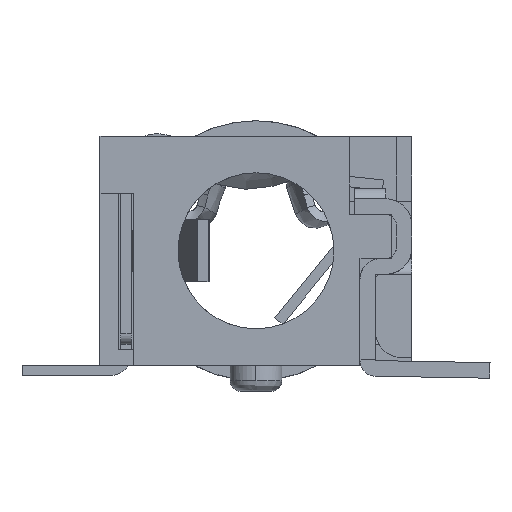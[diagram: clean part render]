
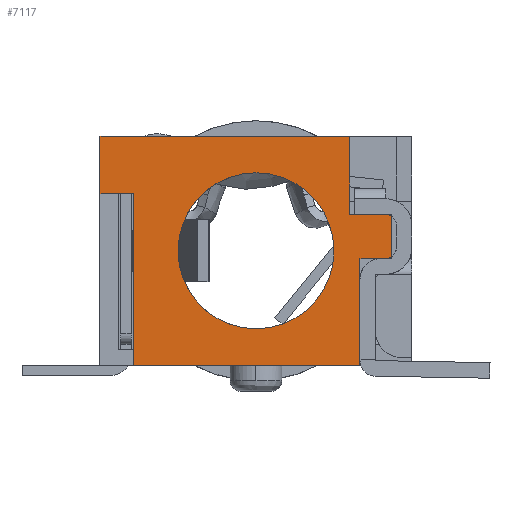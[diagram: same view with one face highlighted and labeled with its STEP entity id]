
A CAD part, front view. The second image highlights one B-rep face of the part: STEP entity #7117.
In plain terms, the highlighted planar face has unit normal (0, -1, 0).
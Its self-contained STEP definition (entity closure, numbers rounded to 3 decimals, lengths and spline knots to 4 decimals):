
#6273 = VERTEX_POINT('',#6274);
#6274 = CARTESIAN_POINT('',(0.,-5.5,
    4.2));
#6280 = EDGE_CURVE('',#6273,#6281,#6283,.T.);
#6281 = VERTEX_POINT('',#6282);
#6282 = CARTESIAN_POINT('',(0.,-5.5,
    1.2));
#6283 = CIRCLE('',#6284,1.5);
#6284 = AXIS2_PLACEMENT_3D('',#6285,#6286,#6287);
#6285 = CARTESIAN_POINT('',(0.,-5.5,
    2.7));
#6286 = DIRECTION('',(0.,1.,0.));
#6287 = DIRECTION('',(0.,0.,1.));
#6687 = VERTEX_POINT('',#6688);
#6688 = CARTESIAN_POINT('',(2.,-5.5,0.5));
#6694 = EDGE_CURVE('',#6687,#6695,#6697,.T.);
#6695 = VERTEX_POINT('',#6696);
#6696 = CARTESIAN_POINT('',(-2.35,-5.5,0.5));
#6697 = LINE('',#6698,#6699);
#6698 = CARTESIAN_POINT('',(0.,-5.5,
    0.5));
#6699 = VECTOR('',#6700,1.);
#6700 = DIRECTION('',(-1.,0.,0.));
#7117 = ADVANCED_FACE('',(#7118,#7128),#7201,.T.);
#7118 = FACE_BOUND('',#7119,.T.);
#7119 = EDGE_LOOP('',(#7120,#7121));
#7120 = ORIENTED_EDGE('',*,*,#6280,.T.);
#7121 = ORIENTED_EDGE('',*,*,#7122,.T.);
#7122 = EDGE_CURVE('',#6281,#6273,#7123,.T.);
#7123 = CIRCLE('',#7124,1.5);
#7124 = AXIS2_PLACEMENT_3D('',#7125,#7126,#7127);
#7125 = CARTESIAN_POINT('',(0.,-5.5,
    2.7));
#7126 = DIRECTION('',(0.,1.,0.));
#7127 = DIRECTION('',(0.,0.,1.));
#7128 = FACE_BOUND('',#7129,.T.);
#7129 = EDGE_LOOP('',(#7130,#7138,#7146,#7154,#7162,#7170,#7178,#7186,
    #7194,#7200));
#7130 = ORIENTED_EDGE('',*,*,#7131,.T.);
#7131 = EDGE_CURVE('',#6687,#7132,#7134,.T.);
#7132 = VERTEX_POINT('',#7133);
#7133 = CARTESIAN_POINT('',(2.,-5.5,2.55));
#7134 = LINE('',#7135,#7136);
#7135 = CARTESIAN_POINT('',(2.,-5.5,2.7));
#7136 = VECTOR('',#7137,1.);
#7137 = DIRECTION('',(0.,0.,1.));
#7138 = ORIENTED_EDGE('',*,*,#7139,.T.);
#7139 = EDGE_CURVE('',#7132,#7140,#7142,.T.);
#7140 = VERTEX_POINT('',#7141);
#7141 = CARTESIAN_POINT('',(2.6,-5.5,2.55));
#7142 = LINE('',#7143,#7144);
#7143 = CARTESIAN_POINT('',(0.,-5.5,
    2.55));
#7144 = VECTOR('',#7145,1.);
#7145 = DIRECTION('',(1.,0.,-0.));
#7146 = ORIENTED_EDGE('',*,*,#7147,.T.);
#7147 = EDGE_CURVE('',#7140,#7148,#7150,.T.);
#7148 = VERTEX_POINT('',#7149);
#7149 = CARTESIAN_POINT('',(2.6,-5.5,3.4));
#7150 = LINE('',#7151,#7152);
#7151 = CARTESIAN_POINT('',(2.6,-5.5,2.7));
#7152 = VECTOR('',#7153,1.);
#7153 = DIRECTION('',(0.,0.,1.));
#7154 = ORIENTED_EDGE('',*,*,#7155,.T.);
#7155 = EDGE_CURVE('',#7148,#7156,#7158,.T.);
#7156 = VERTEX_POINT('',#7157);
#7157 = CARTESIAN_POINT('',(1.8,-5.5,3.4));
#7158 = LINE('',#7159,#7160);
#7159 = CARTESIAN_POINT('',(0.,-5.5,
    3.4));
#7160 = VECTOR('',#7161,1.);
#7161 = DIRECTION('',(-1.,0.,0.));
#7162 = ORIENTED_EDGE('',*,*,#7163,.T.);
#7163 = EDGE_CURVE('',#7156,#7164,#7166,.T.);
#7164 = VERTEX_POINT('',#7165);
#7165 = CARTESIAN_POINT('',(1.8,-5.5,4.9));
#7166 = LINE('',#7167,#7168);
#7167 = CARTESIAN_POINT('',(1.8,-5.5,2.7));
#7168 = VECTOR('',#7169,1.);
#7169 = DIRECTION('',(0.,0.,1.));
#7170 = ORIENTED_EDGE('',*,*,#7171,.T.);
#7171 = EDGE_CURVE('',#7164,#7172,#7174,.T.);
#7172 = VERTEX_POINT('',#7173);
#7173 = CARTESIAN_POINT('',(-3.,-5.5,4.9));
#7174 = LINE('',#7175,#7176);
#7175 = CARTESIAN_POINT('',(0.,-5.5,
    4.9));
#7176 = VECTOR('',#7177,1.);
#7177 = DIRECTION('',(-1.,0.,0.));
#7178 = ORIENTED_EDGE('',*,*,#7179,.F.);
#7179 = EDGE_CURVE('',#7180,#7172,#7182,.T.);
#7180 = VERTEX_POINT('',#7181);
#7181 = CARTESIAN_POINT('',(-3.,-5.5,3.8));
#7182 = LINE('',#7183,#7184);
#7183 = CARTESIAN_POINT('',(-3.,-5.5,2.7));
#7184 = VECTOR('',#7185,1.);
#7185 = DIRECTION('',(0.,0.,1.));
#7186 = ORIENTED_EDGE('',*,*,#7187,.T.);
#7187 = EDGE_CURVE('',#7180,#7188,#7190,.T.);
#7188 = VERTEX_POINT('',#7189);
#7189 = CARTESIAN_POINT('',(-2.35,-5.5,3.8));
#7190 = LINE('',#7191,#7192);
#7191 = CARTESIAN_POINT('',(0.,-5.5,
    3.8));
#7192 = VECTOR('',#7193,1.);
#7193 = DIRECTION('',(1.,0.,-0.));
#7194 = ORIENTED_EDGE('',*,*,#7195,.T.);
#7195 = EDGE_CURVE('',#7188,#6695,#7196,.T.);
#7196 = LINE('',#7197,#7198);
#7197 = CARTESIAN_POINT('',(-2.35,-5.5,2.7));
#7198 = VECTOR('',#7199,1.);
#7199 = DIRECTION('',(0.,0.,-1.));
#7200 = ORIENTED_EDGE('',*,*,#6694,.F.);
#7201 = PLANE('',#7202);
#7202 = AXIS2_PLACEMENT_3D('',#7203,#7204,#7205);
#7203 = CARTESIAN_POINT('',(3.12,-5.5,4.988));
#7204 = DIRECTION('',(0.,-1.,0.));
#7205 = DIRECTION('',(-1.,0.,0.));
